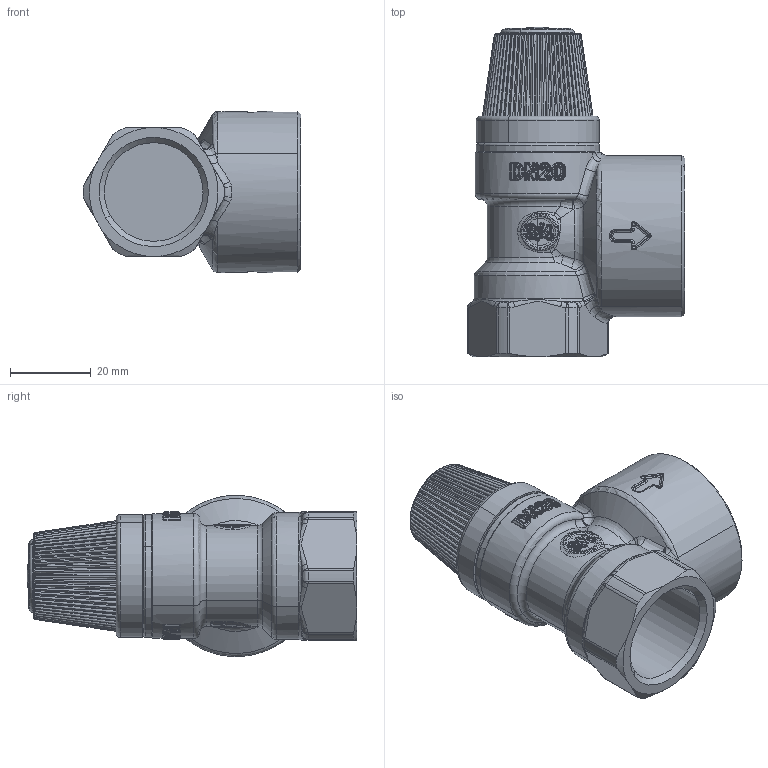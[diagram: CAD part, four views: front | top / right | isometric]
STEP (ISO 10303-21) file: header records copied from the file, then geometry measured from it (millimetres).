
FILE_DESCRIPTION(('CATIA V5 STEP Exchange','CAx-IF Rec.Pracs.--- Model Styling and Organization---1.4--- 2014-01-23','CAx-IF Rec.Pracs.---3D Tessellated Data Validation Properties---0.5---2014-09-14'),'2;1');
FILE_NAME('STEP_513515_-_TST.stp','2022-03-16T13:23:12+00:00',('none'),('none'),'CATIA Version 5-6 Release 2019 SP3','CATIA V5 STEP AP242 v1','none');
FILE_SCHEMA(('AP242_MANAGED_MODEL_BASED_3D_ENGINEERING_MIM_LF {1 0 10303 442 1 1 4}'));
Products named in the file (1): 513515 - TST
Bounding box: 53.99 x 81.9 x 40 mm (x, y, z)
Volume: 53730.2 mm3; surface area: 19249.7 mm2
Topology: 3 solids, 3 shells, 1452 faces, 3590 edges, 2072 vertices
Faces by surface type: bspline 948, cylinder 205, torus 98, plane 90, sphere 77, cone 34
Entity records: 113814 total; most frequent: CARTESIAN_POINT 89033, ORIENTED_EDGE 6988, EDGE_CURVE 3494, B_SPLINE_CURVE_WITH_KNOTS 2705, VERTEX_POINT 2072, DIRECTION 1525, EDGE_LOOP 1476, ADVANCED_FACE 1452
